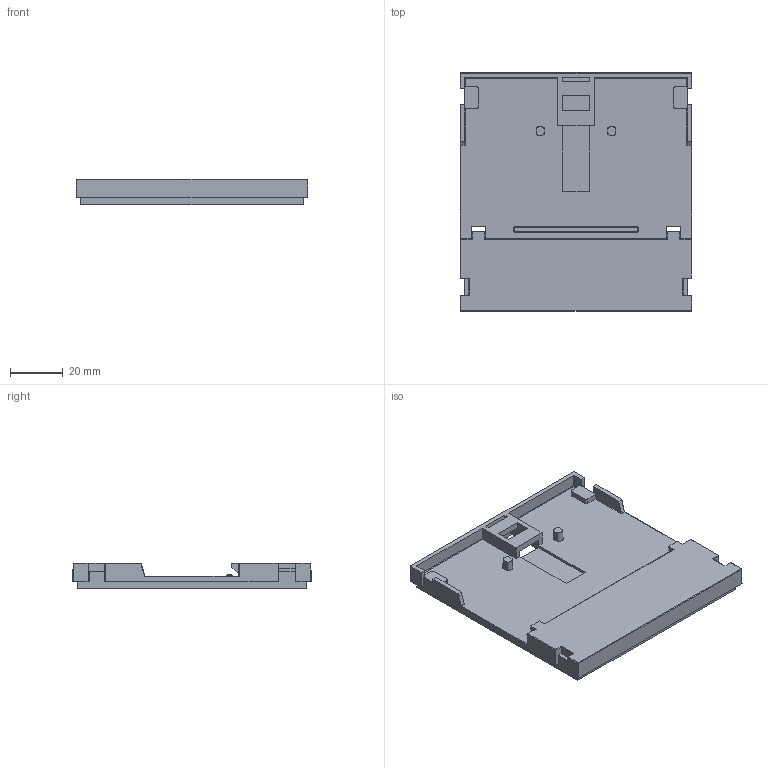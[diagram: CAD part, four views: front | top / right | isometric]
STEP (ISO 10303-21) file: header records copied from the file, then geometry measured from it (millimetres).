
FILE_DESCRIPTION((''),'2;1');
FILE_NAME('Base 5M.stp','2013-07-05T10:48:50',('stagista'),(''),'Autodesk Inventor 2013','Autodesk Inventor 2013','');
FILE_SCHEMA(('AUTOMOTIVE_DESIGN { 1 0 10303 214 1 1 1 1 }'));
Length unit declared in the file: millimetre
Products named in the file (1): Base 5M
Bounding box: 87.8 x 90.2 x 9.7 mm (x, y, z)
Volume: 21159.9 mm3; surface area: 22891.7 mm2
Topology: 1 solids, 1 shells, 347 faces, 909 edges, 546 vertices
Faces by surface type: plane 143, cylinder 126, sphere 28, torus 26, cone 20, bspline 4
Entity records: 10591 total; most frequent: CARTESIAN_POINT 1895, DIRECTION 1895, ORIENTED_EDGE 1790, EDGE_CURVE 895, AXIS2_PLACEMENT_3D 658, VECTOR 579, LINE 579, VERTEX_POINT 546
